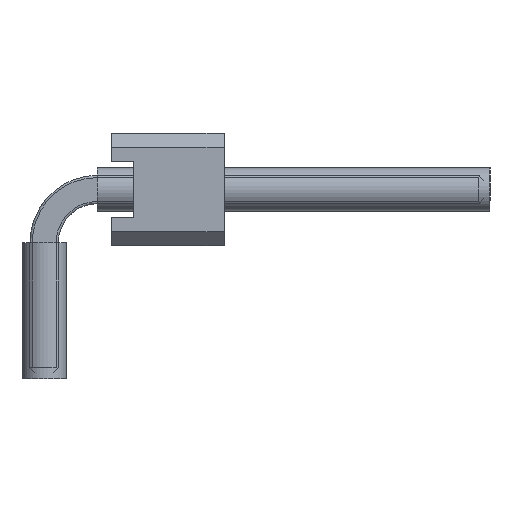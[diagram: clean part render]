
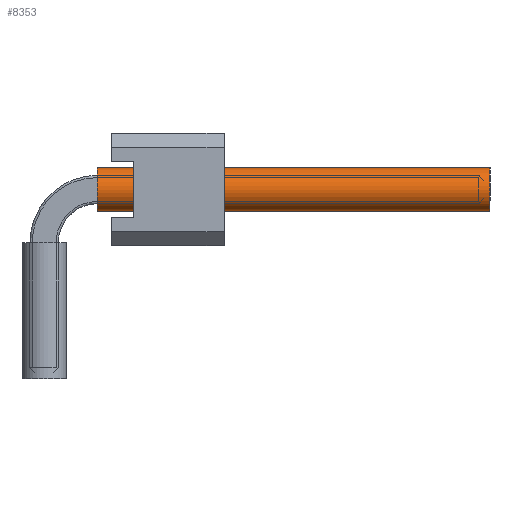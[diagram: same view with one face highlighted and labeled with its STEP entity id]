
A CAD part, left-side view. The second image highlights one B-rep face of the part: STEP entity #8353.
In plain terms, the highlighted cylindrical face has radius 0.5 mm (diameter 1 mm), a full revolution.
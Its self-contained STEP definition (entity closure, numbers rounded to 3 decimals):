
#4706=ORIENTED_EDGE('',*,*,#5896,.F.);
#4707=ORIENTED_EDGE('',*,*,#5897,.T.);
#5896=EDGE_CURVE('',#6688,#6688,#6916,.T.);
#5897=EDGE_CURVE('',#6689,#6689,#6917,.T.);
#6688=VERTEX_POINT('',#13754);
#6689=VERTEX_POINT('',#13756);
#6916=CIRCLE('',#9043,0.5);
#6917=CIRCLE('',#9044,0.5);
#7374=EDGE_LOOP('',(#4706));
#7375=EDGE_LOOP('',(#4707));
#7832=FACE_BOUND('',#7374,.T.);
#7833=FACE_BOUND('',#7375,.T.);
#7949=CYLINDRICAL_SURFACE('',#9042,0.5);
#8353=ADVANCED_FACE('',(#7832,#7833),#7949,.F.);
#9042=AXIS2_PLACEMENT_3D('',#13752,#11311,#11312);
#9043=AXIS2_PLACEMENT_3D('',#13753,#11313,#11314);
#9044=AXIS2_PLACEMENT_3D('',#13755,#11315,#11316);
#11311=DIRECTION('',(1.,0.,0.));
#11312=DIRECTION('',(0.,0.,-1.));
#11313=DIRECTION('',(-1.,0.,0.));
#11314=DIRECTION('',(0.,0.,1.));
#11315=DIRECTION('',(-1.,0.,0.));
#11316=DIRECTION('',(0.,0.,1.));
#13752=CARTESIAN_POINT('',(1.2,0.,4.27));
#13753=CARTESIAN_POINT('',(10.06,0.,4.27));
#13754=CARTESIAN_POINT('',(10.06,0.,4.77));
#13755=CARTESIAN_POINT('',(1.2,0.,4.27));
#13756=CARTESIAN_POINT('',(1.2,0.,4.77));
